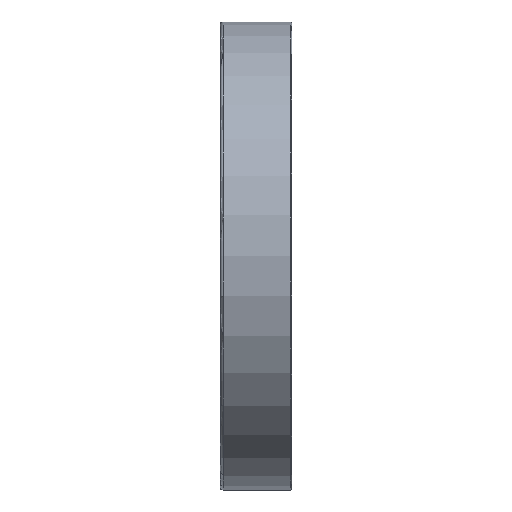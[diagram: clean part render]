
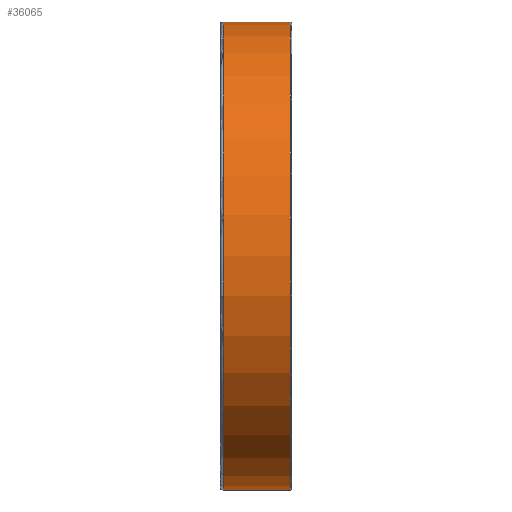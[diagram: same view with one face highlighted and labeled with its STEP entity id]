
A CAD part, top view. The second image highlights one B-rep face of the part: STEP entity #36065.
In plain terms, the highlighted cylindrical face has radius 52.5 mm (diameter 105 mm), a partial arc.
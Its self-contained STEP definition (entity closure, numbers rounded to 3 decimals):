
#25921=DIRECTION('',(-1.,0.,0.));
#25922=VECTOR('',#25921,15.1);
#25923=CARTESIAN_POINT('',(7.7,52.5,0.));
#25924=LINE('',#25923,#25922);
#25928=DIRECTION('',(-1.,0.,0.));
#25929=VECTOR('',#25928,15.1);
#25930=CARTESIAN_POINT('',(7.7,-52.5,0.));
#25931=LINE('',#25930,#25929);
#25943=CARTESIAN_POINT('',(7.7,0.,0.));
#25944=DIRECTION('',(1.,0.,0.));
#25945=DIRECTION('',(0.,1.,0.));
#25946=AXIS2_PLACEMENT_3D('',#25943,#25944,#25945);
#25951=CARTESIAN_POINT('',(-7.4,0.,0.));
#25952=DIRECTION('',(1.,0.,0.));
#25953=DIRECTION('',(0.,1.,0.));
#25954=AXIS2_PLACEMENT_3D('',#25951,#25952,#25953);
#32969=CARTESIAN_POINT('',(7.7,52.5,0.));
#32970=CARTESIAN_POINT('',(-7.4,52.5,0.));
#32971=VERTEX_POINT('',#32969);
#32972=VERTEX_POINT('',#32970);
#32981=CARTESIAN_POINT('',(7.7,-52.5,0.));
#32982=CARTESIAN_POINT('',(-7.4,-52.5,0.));
#32983=VERTEX_POINT('',#32981);
#32984=VERTEX_POINT('',#32982);
#36053=CARTESIAN_POINT('',(-8.8,0.,0.));
#36054=DIRECTION('',(1.,0.,0.));
#36055=DIRECTION('',(0.,-1.,0.));
#36056=AXIS2_PLACEMENT_3D('',#36053,#36054,#36055);
#36057=CYLINDRICAL_SURFACE('',#36056,52.5);
#36058=ORIENTED_EDGE('',*,*,#36043,.F.);
#36059=ORIENTED_EDGE('',*,*,#36020,.T.);
#36060=ORIENTED_EDGE('',*,*,#36047,.T.);
#36062=ORIENTED_EDGE('',*,*,#36061,.F.);
#36063=EDGE_LOOP('',(#36058,#36059,#36060,#36062));
#36064=FACE_OUTER_BOUND('',#36063,.F.);
#25947=CIRCLE('',#25946,52.5);
#25955=CIRCLE('',#25954,52.5);
#36020=EDGE_CURVE('',#32971,#32983,#25947,.T.);
#36043=EDGE_CURVE('',#32971,#32972,#25924,.T.);
#36047=EDGE_CURVE('',#32983,#32984,#25931,.T.);
#36061=EDGE_CURVE('',#32972,#32984,#25955,.T.);
#36065=ADVANCED_FACE('',(#36064),#36057,.T.);
